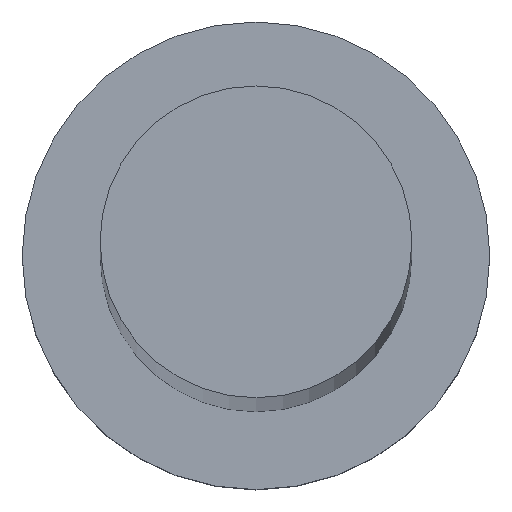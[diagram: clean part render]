
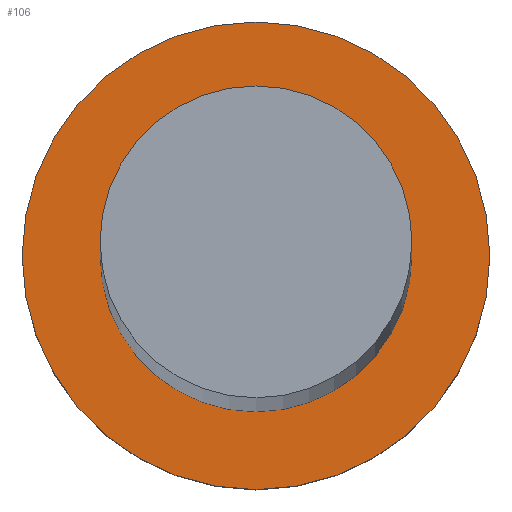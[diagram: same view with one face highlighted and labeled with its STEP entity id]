
A CAD part, top view. The second image highlights one B-rep face of the part: STEP entity #106.
In plain terms, the highlighted planar face has unit normal (0, 0, 1).
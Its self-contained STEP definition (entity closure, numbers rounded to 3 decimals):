
#13 = AXIS2_PLACEMENT_3D ( 'NONE', #90, #233, #182 ) ;
#20 = DIRECTION ( 'NONE',  ( 0., 0., 1. ) ) ;
#27 = CIRCLE ( 'NONE', #248, 9. ) ;
#43 = DIRECTION ( 'NONE',  ( 0., 0., 1. ) ) ;
#44 = ORIENTED_EDGE ( 'NONE', *, *, #97, .F. ) ;
#45 = AXIS2_PLACEMENT_3D ( 'NONE', #69, #20, #110 ) ;
#48 = DIRECTION ( 'NONE',  ( 1., 0., 0. ) ) ;
#67 = FACE_OUTER_BOUND ( 'NONE', #72, .T. ) ;
#69 = CARTESIAN_POINT ( 'NONE',  ( 0., 0., 7. ) ) ;
#72 = EDGE_LOOP ( 'NONE', ( #200, #242 ) ) ;
#75 = EDGE_LOOP ( 'NONE', ( #107, #44 ) ) ;
#79 = EDGE_CURVE ( 'NONE', #133, #209, #27, .T. ) ;
#83 = CIRCLE ( 'NONE', #13, 9. ) ;
#84 = AXIS2_PLACEMENT_3D ( 'NONE', #241, #157, #48 ) ;
#90 = CARTESIAN_POINT ( 'NONE',  ( 0., 0., 7. ) ) ;
#97 = EDGE_CURVE ( 'NONE', #114, #231, #142, .T. ) ;
#100 = CIRCLE ( 'NONE', #84, 6. ) ;
#102 = EDGE_CURVE ( 'NONE', #209, #133, #83, .T. ) ;
#106 = ADVANCED_FACE ( 'NONE', ( #179, #67 ), #145, .T. ) ;
#107 = ORIENTED_EDGE ( 'NONE', *, *, #165, .F. ) ;
#110 = DIRECTION ( 'NONE',  ( 1., 0., 0. ) ) ;
#114 = VERTEX_POINT ( 'NONE', #163 ) ;
#117 = CARTESIAN_POINT ( 'NONE',  ( -6., 0., 7. ) ) ;
#132 = DIRECTION ( 'NONE',  ( 1., 0., 0. ) ) ;
#133 = VERTEX_POINT ( 'NONE', #146 ) ;
#142 = CIRCLE ( 'NONE', #45, 6. ) ;
#145 = PLANE ( 'NONE',  #226 ) ;
#146 = CARTESIAN_POINT ( 'NONE',  ( -9., 0., 7. ) ) ;
#157 = DIRECTION ( 'NONE',  ( 0., 0., 1. ) ) ;
#159 = DIRECTION ( 'NONE',  ( 0., 0., 1. ) ) ;
#163 = CARTESIAN_POINT ( 'NONE',  ( 6., 0., 7. ) ) ;
#165 = EDGE_CURVE ( 'NONE', #231, #114, #100, .T. ) ;
#179 = FACE_BOUND ( 'NONE', #75, .T. ) ;
#182 = DIRECTION ( 'NONE',  ( 1., 0., 0. ) ) ;
#200 = ORIENTED_EDGE ( 'NONE', *, *, #79, .T. ) ;
#203 = CARTESIAN_POINT ( 'NONE',  ( 9., 0., 7. ) ) ;
#209 = VERTEX_POINT ( 'NONE', #203 ) ;
#220 = CARTESIAN_POINT ( 'NONE',  ( 0., 0., 7. ) ) ;
#226 = AXIS2_PLACEMENT_3D ( 'NONE', #220, #43, #132 ) ;
#231 = VERTEX_POINT ( 'NONE', #117 ) ;
#233 = DIRECTION ( 'NONE',  ( 0., 0., 1. ) ) ;
#241 = CARTESIAN_POINT ( 'NONE',  ( 0., 0., 7. ) ) ;
#242 = ORIENTED_EDGE ( 'NONE', *, *, #102, .T. ) ;
#248 = AXIS2_PLACEMENT_3D ( 'NONE', #254, #159, #251 ) ;
#251 = DIRECTION ( 'NONE',  ( 1., 0., 0. ) ) ;
#254 = CARTESIAN_POINT ( 'NONE',  ( 0., 0., 7. ) ) ;
